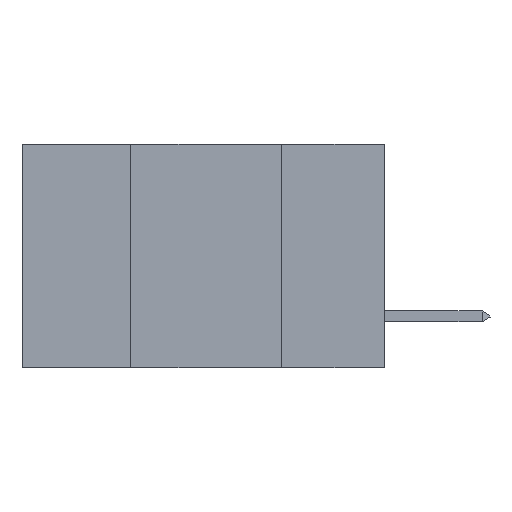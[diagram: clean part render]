
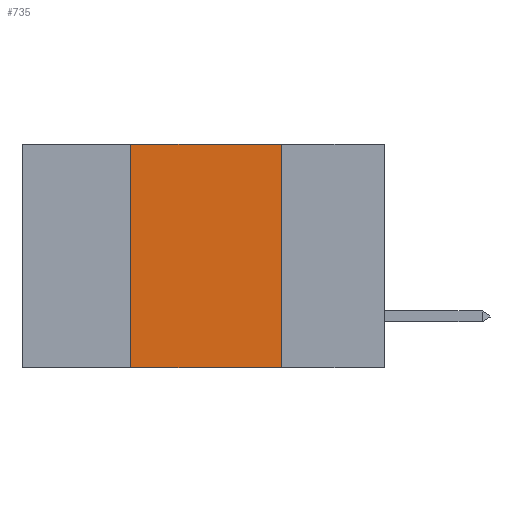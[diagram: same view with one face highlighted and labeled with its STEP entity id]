
A CAD part, left-side view. The second image highlights one B-rep face of the part: STEP entity #735.
In plain terms, the highlighted planar face has unit normal (-1, 0, 0).
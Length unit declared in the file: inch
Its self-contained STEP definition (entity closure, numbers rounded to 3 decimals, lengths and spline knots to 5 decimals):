
#1 = ORIENTED_EDGE ( 'NONE', *, *, #11666, .T. ) ;
#144 = ORIENTED_EDGE ( 'NONE', *, *, #7629, .F. ) ;
#735 = ADVANCED_FACE ( 'NONE', ( #2789 ), #8535, .F. ) ;
#802 = VERTEX_POINT ( 'NONE', #2993 ) ;
#1055 = VERTEX_POINT ( 'NONE', #7752 ) ;
#1084 = VECTOR ( 'NONE', #9537, 39.37008 ) ;
#1235 = DIRECTION ( 'NONE',  ( 0., 0., -1. ) ) ;
#1779 = EDGE_LOOP ( 'NONE', ( #144, #3698, #9386, #1 ) ) ;
#2629 = CARTESIAN_POINT ( 'NONE',  ( 0., 0.42, 0. ) ) ;
#2789 = FACE_OUTER_BOUND ( 'NONE', #1779, .T. ) ;
#2944 = LINE ( 'NONE', #2629, #1084 ) ;
#2993 = CARTESIAN_POINT ( 'NONE',  ( 0., 0.42, 0. ) ) ;
#3322 = DIRECTION ( 'NONE',  ( 0., -1., 0. ) ) ;
#3698 = ORIENTED_EDGE ( 'NONE', *, *, #9395, .F. ) ;
#3933 = LINE ( 'NONE', #7215, #11095 ) ;
#4121 = DIRECTION ( 'NONE',  ( 0., -1., 0. ) ) ;
#4195 = CARTESIAN_POINT ( 'NONE',  ( 0., 0.6, 0. ) ) ;
#4685 = DIRECTION ( 'NONE',  ( 1., 0., 0. ) ) ;
#4772 = LINE ( 'NONE', #4195, #8105 ) ;
#5697 = DIRECTION ( 'NONE',  ( 0., 0., -1. ) ) ;
#6518 = LINE ( 'NONE', #10520, #11376 ) ;
#7215 = CARTESIAN_POINT ( 'NONE',  ( 0., 0.6, -0.37 ) ) ;
#7629 = EDGE_CURVE ( 'NONE', #1055, #8379, #6518, .T. ) ;
#7752 = CARTESIAN_POINT ( 'NONE',  ( 0., 0.17, 0. ) ) ;
#8013 = EDGE_CURVE ( 'NONE', #11668, #802, #2944, .T. ) ;
#8105 = VECTOR ( 'NONE', #4121, 39.37008 ) ;
#8257 = AXIS2_PLACEMENT_3D ( 'NONE', #10531, #4685, #5697 ) ;
#8379 = VERTEX_POINT ( 'NONE', #12075 ) ;
#8535 = PLANE ( 'NONE',  #8257 ) ;
#9386 = ORIENTED_EDGE ( 'NONE', *, *, #8013, .F. ) ;
#9395 = EDGE_CURVE ( 'NONE', #802, #1055, #4772, .T. ) ;
#9537 = DIRECTION ( 'NONE',  ( 0., 0., 1. ) ) ;
#10520 = CARTESIAN_POINT ( 'NONE',  ( 0., 0.17, 0. ) ) ;
#10531 = CARTESIAN_POINT ( 'NONE',  ( 0., 0.6, 0. ) ) ;
#11095 = VECTOR ( 'NONE', #3322, 39.37008 ) ;
#11376 = VECTOR ( 'NONE', #1235, 39.37008 ) ;
#11452 = CARTESIAN_POINT ( 'NONE',  ( 0., 0.42, -0.37 ) ) ;
#11666 = EDGE_CURVE ( 'NONE', #11668, #8379, #3933, .T. ) ;
#11668 = VERTEX_POINT ( 'NONE', #11452 ) ;
#12075 = CARTESIAN_POINT ( 'NONE',  ( 0., 0.17, -0.37 ) ) ;
